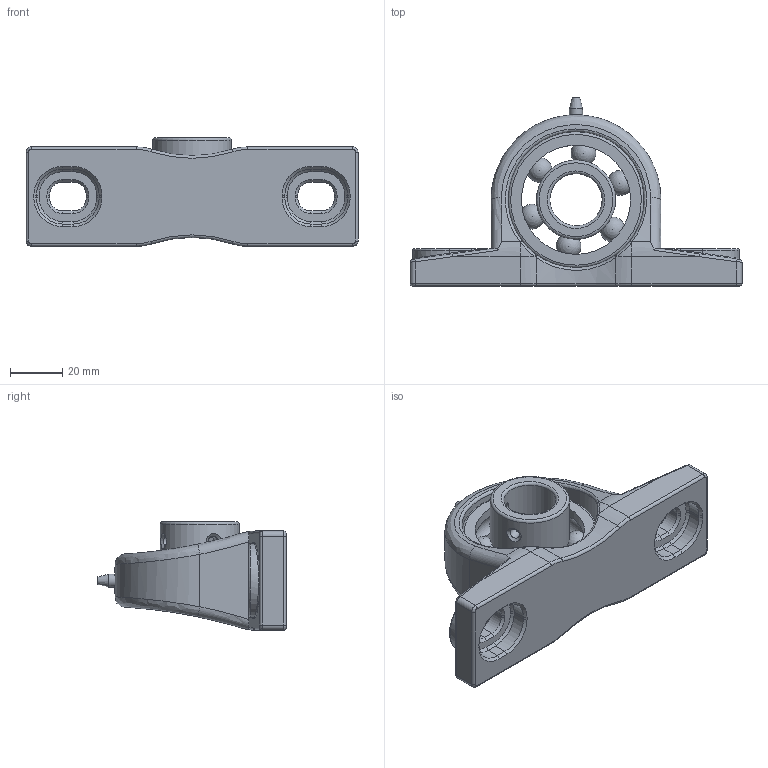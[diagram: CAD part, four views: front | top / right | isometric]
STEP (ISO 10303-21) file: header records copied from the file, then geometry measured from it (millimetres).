
FILE_DESCRIPTION((''),'2;1');
FILE_NAME('Stehlager TUCP204.step','2013-10-12T12:24:22',('Rewinsky'),(''),'Autodesk Inventor 2013','Autodesk Inventor 2013','');
FILE_SCHEMA(('AUTOMOTIVE_DESIGN { 1 0 10303 214 1 1 1 1 }'));
Length unit declared in the file: millimetre
Products named in the file (3): Stehlager TUCP204; Gehaeuse; DIN 625 SKF- beidseitig abgedichtet SKF 6304-2RS1
Assembly tree (2 placements, depth 2):
  Stehlager TUCP204
    Gehaeuse
    DIN 625 SKF- beidseitig abgedichtet SKF 6304-2RS1
Bounding box: 127 x 72 x 41.5 mm (x, y, z)
Volume: 97744.4 mm3; surface area: 34499.5 mm2
Topology: 2 solids, 2 shells, 255 faces, 645 edges, 383 vertices
Faces by surface type: plane 74, cylinder 66, bspline 41, cone 33, torus 31, sphere 10
Full cylindrical faces by diameter (mm): 2 x1, 4 x2, 5 x1, 20 x1, 30.24 x2, 41.76 x2, 52 x2
Entity records: 9773 total; most frequent: CARTESIAN_POINT 3925, ORIENTED_EDGE 1194, DIRECTION 1160, EDGE_CURVE 597, AXIS2_PLACEMENT_3D 460, VERTEX_POINT 361, EDGE_LOOP 296, FACE_OUTER_BOUND 255
